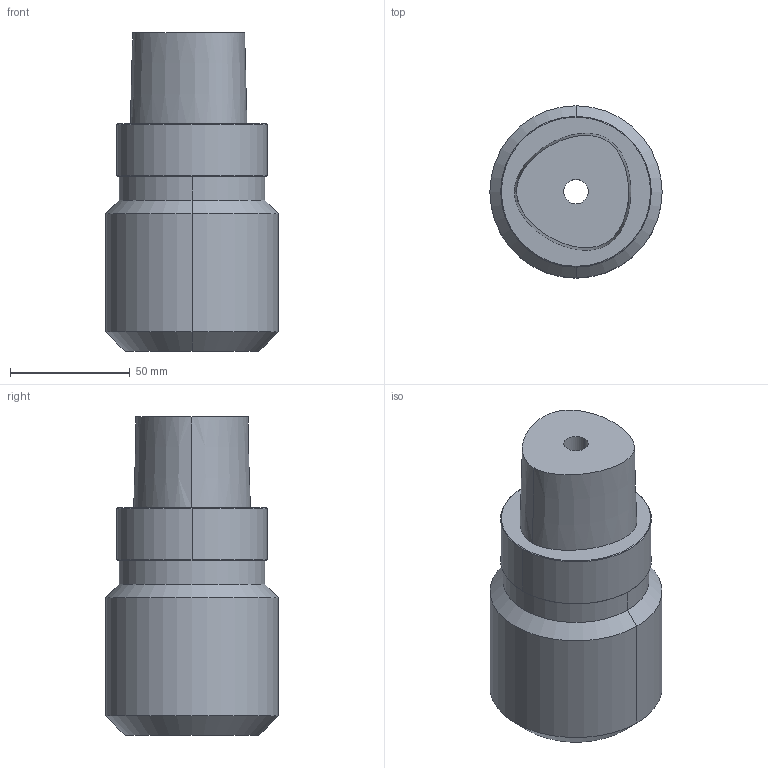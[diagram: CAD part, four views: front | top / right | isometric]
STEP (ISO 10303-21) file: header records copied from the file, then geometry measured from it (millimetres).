
FILE_DESCRIPTION((''),'2;1');
FILE_NAME('84102632','2019-04-25T11:11:05',('piechottad'),(''),'CREO PARAMETRIC BY PTC INC, 2018400','CREO PARAMETRIC BY PTC INC, 2018400','');
FILE_SCHEMA(('AUTOMOTIVE_DESIGN { 1 0 10303 214 1 1 1 1 }'));
Length unit declared in the file: millimetre
Products named in the file (1): 84102632
Bounding box: 72 x 72 x 133 mm (x, y, z)
Volume: 348108.7 mm3; surface area: 41740.1 mm2
Topology: 1 solids, 1 shells, 25 faces, 50 edges, 30 vertices
Faces by surface type: cylinder 10, cone 8, plane 5, bspline 2
Entity records: 1471 total; most frequent: CARTESIAN_POINT 342, DIRECTION 152, ORIENTED_EDGE 100, PRESENTATION_STYLE_ASSIGNMENT 71, STYLED_ITEM 71, CURVE_STYLE 70, AXIS2_PLACEMENT_3D 62, PROPERTY_DEFINITION 52
